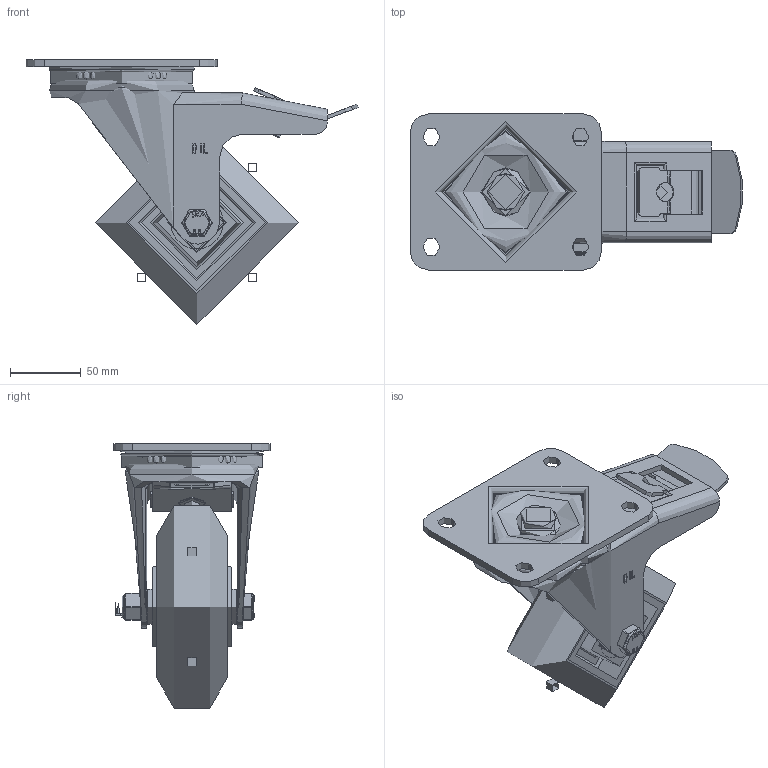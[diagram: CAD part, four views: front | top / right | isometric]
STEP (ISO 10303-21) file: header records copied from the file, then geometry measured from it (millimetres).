
FILE_DESCRIPTION(/* description */ (''),/* implementation_level */ '2;1');
FILE_NAME(/* name */ 'BZSPH150SRPTABJSWB.step',/* time_stamp */ '2024-10-14T15:11:57+01:00',/* author */ (''),/* organization */ (''),/* preprocessor_version */ 'ST-DEVELOPER v20',/* originating_system */ 'Autodesk Translation Framework v13.20.0.188',/* authorisation */ '');
FILE_SCHEMA (('AUTOMOTIVE_DESIGN { 1 0 10303 214 3 1 1 }'));
Length unit declared in the file: millimetre
Products named in the file (75): BZSPH150SRPTABJSWB; BZSPH150ASSWB v1; ZINC PLATED, PRESSED STEEL TOP PLATE; ZINC PLATED, PRESSED STEEL TOP PLATE Geometry; Pattern; Component1; Pattern2; Pattern3; Pattern4; Component2; Pattern5; Component2 (1); Pattern5 (1); Pattern4 (1); Component2 (2); Pattern5 (2); Component2 (3); Pattern5 (3); Pattern6; Pattern3 (1); Pattern4 (2); Component2 (4); Pattern5 (4); Component2 (5); Pattern5 (5); Pattern4 (3); Component2 (6); Pattern5 (6); Component2 (7); Pattern5 (7); Pattern3 (2); Pattern4 (4); Component2 (8); Pattern5 (8); Component2 (9); Pattern5 (9); Pattern4 (5); Component2 (10); Pattern5 (10); Component2 (11) ...
Assembly tree (208 placements, depth 10):
  BZSPH150SRPTABJSWB
    BZSPH150ASSWB v1
      ZINC PLATED, PRESSED STEEL TOP PLATE
        ZINC PLATED, PRESSED STEEL TOP PLATE Geometry
        Pattern
          Component1  x32
        Pattern2
          Pattern3
            Pattern4
              Component2
                Pattern5
                  Component3  x7
              Component2 (1)
                Pattern5 (1)
                  Component3  x7
            Pattern4 (1)
              Component2 (2)
                Pattern5 (2)
                  Component3  x7
              Component2 (3)
                Pattern5 (3)
                  Component3  x7
          Pattern6
            Pattern3 (1)
              Pattern4 (2)
                Component2 (4)
                  Pattern5 (4)
                    Component3  x7
                Component2 (5)
                  Pattern5 (5)
                    Component3  x7
              Pattern4 (3)
                Component2 (6)
                  Pattern5 (6)
                    Component3  x7
                Component2 (7)
                  Pattern5 (7)
                    Component3  x7
            Pattern3 (2)
              Pattern4 (4)
                Component2 (8)
                  Pattern5 (8)
                    Component3  x7
                Component2 (9)
                  Pattern5 (9)
                    Component3  x7
              Pattern4 (5)
                Component2 (10)
                  Pattern5 (10)
                    Component3  x7
                Component2 (11)
                  Pattern5 (11)
                    Component3  x7
      ZINC PLATED, PRESSED STEEL FORKS
      BEARING SEAL
        BEARING SEAL Geometry
        BEARING SEAL2
      ZINC PLATED PRESSED STEEL BRAKE PEDAL
      BRAKE PAD
        BRAKE PAD Geometry
Bounding box: 234.02 x 110 x 186.65 mm (x, y, z)
Volume: 908341.3 mm3; surface area: 322871.7 mm2
Topology: 161 solids, 161 shells, 1650 faces, 4273 edges, 2804 vertices
Faces by surface type: plane 621, bspline 433, cylinder 345, sphere 170, torus 75, cone 6
Full cylindrical faces by diameter (mm): 8 x34, 9.836 x16, 10 x3, 11.834 x16, 12 x3, 12.2 x4, 14 x3, 17.75 x1, 18.5 x1, 19 x1, 19.9 x2, 20 x2, 20.4 x1, 24 x5, 24.4 x1, 25 x10, 26 x5, 27 x8, 33 x1, 35 x4, 36 x5, 37 x4, 38 x11, 42 x4, 71 x1, 72 x1, 74 x1, 82 x2, 94 x1, 96 x4
Entity records: 46385 total; most frequent: CARTESIAN_POINT 18272, ORIENTED_EDGE 5574, DIRECTION 5205, EDGE_CURVE 2787, AXIS2_PLACEMENT_3D 1938, VERTEX_POINT 1824, LINE 1329, VECTOR 1329
